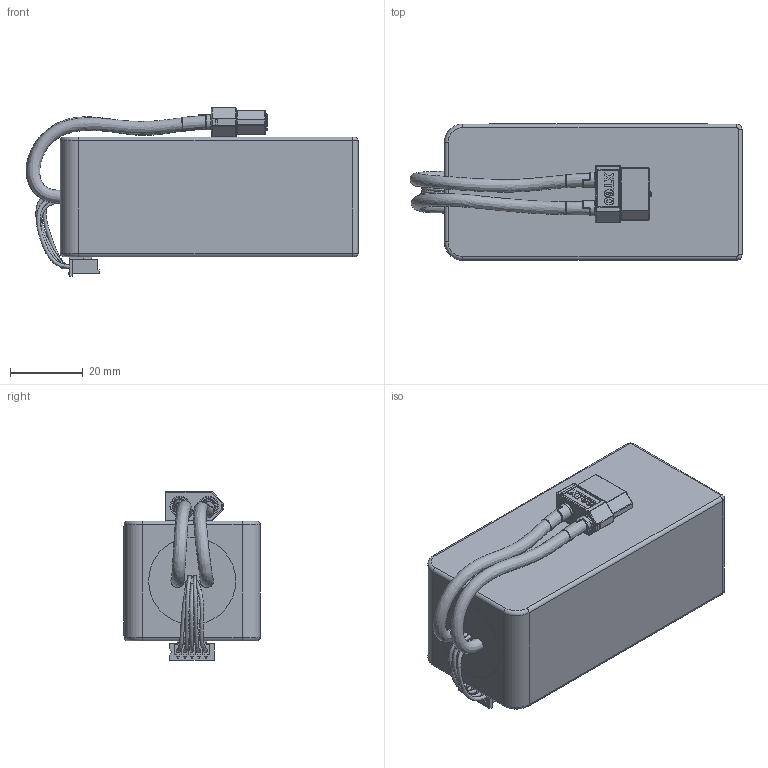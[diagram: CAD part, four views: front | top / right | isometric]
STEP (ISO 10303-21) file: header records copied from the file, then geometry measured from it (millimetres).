
FILE_DESCRIPTION(/* description */ (''),/* implementation_level */ '2;1');
FILE_NAME(/* name */ 'ACE-X 1500mAh 4S Lipo Battery.step',/* time_stamp */ '2020-07-14T16:22:55+08:00',/* author */ (''),/* organization */ (''),/* preprocessor_version */ 'ST-DEVELOPER v18.1',/* originating_system */ 'Autodesk Translation Framework v9.3.0.1241',/* authorisation */ '');
FILE_SCHEMA (('AUTOMOTIVE_DESIGN { 1 0 10303 214 3 1 1 }'));
Length unit declared in the file: millimetre
Products named in the file (5): ACE-X 1500mAh 4S Lipo Battery; Battery; XT60 Female Connector v2; JST Male Female 5-Pin v1; JST - XH MALE 6pin
Assembly tree (4 placements, depth 3):
  ACE-X 1500mAh 4S Lipo Battery
    Battery
    XT60 Female Connector v2
    JST Male Female 5-Pin v1
      JST - XH MALE 6pin
Bounding box: 91.49 x 37.6 x 46.53 mm (x, y, z)
Volume: 104053.6 mm3; surface area: 24683.6 mm2
Topology: 22 solids, 22 shells, 788 faces, 2041 edges, 1284 vertices
Faces by surface type: plane 415, cylinder 148, bspline 138, torus 43, sphere 42, cone 2
Full cylindrical faces by diameter (mm): 1 x2, 1.1 x5, 3.2 x2, 3.5 x3, 3.7 x2, 4 x6, 4.18 x2, 5 x2, 24 x4
Entity records: 30478 total; most frequent: CARTESIAN_POINT 12015, ORIENTED_EDGE 4006, DIRECTION 3341, EDGE_CURVE 2003, VERTEX_POINT 1284, LINE 1253, VECTOR 1253, AXIS2_PLACEMENT_3D 1044
